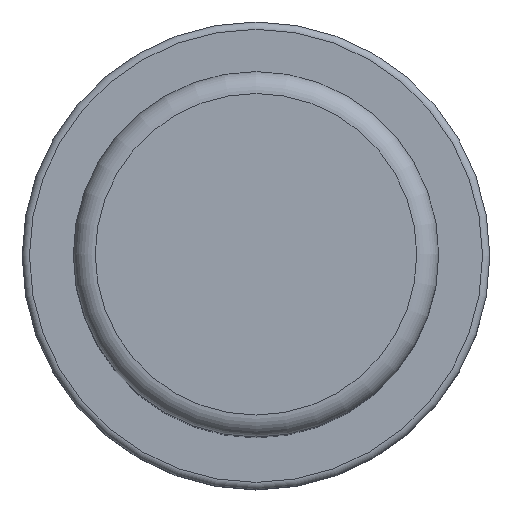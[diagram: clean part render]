
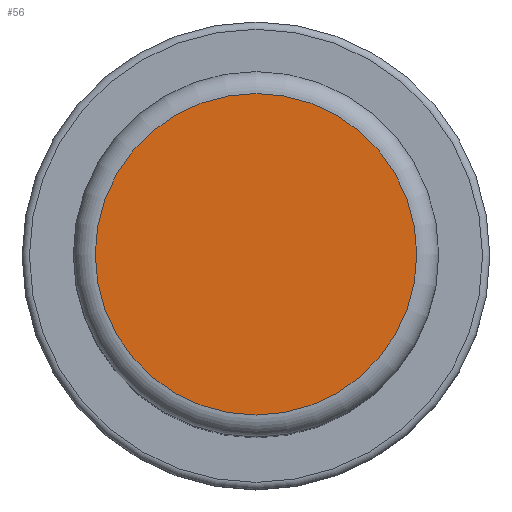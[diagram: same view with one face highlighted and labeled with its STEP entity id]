
A CAD part, top view. The second image highlights one B-rep face of the part: STEP entity #56.
In plain terms, the highlighted planar face has unit normal (0, 0, 1).
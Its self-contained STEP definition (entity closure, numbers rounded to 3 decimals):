
#56 = ADVANCED_FACE( '', ( #123 ), #124, .F. );
#123 = FACE_OUTER_BOUND( '', #202, .T. );
#124 = PLANE( '', #203 );
#202 = EDGE_LOOP( '', ( #289 ) );
#203 = AXIS2_PLACEMENT_3D( '', #290, #291, #292 );
#289 = ORIENTED_EDGE( '', *, *, #372, .T. );
#290 = CARTESIAN_POINT( '', ( 12.5, 0., 32.5 ) );
#291 = DIRECTION( '', ( 0., 0., -1. ) );
#292 = DIRECTION( '', ( -1., 0., 0. ) );
#372 = EDGE_CURVE( '', #417, #417, #418, .F. );
#417 = VERTEX_POINT( '', #469 );
#418 = CIRCLE( '', #470, 11. );
#469 = CARTESIAN_POINT( '', ( -11., 0., 32.5 ) );
#470 = AXIS2_PLACEMENT_3D( '', #523, #524, #525 );
#523 = CARTESIAN_POINT( '', ( 0., 0., 32.5 ) );
#524 = DIRECTION( '', ( 0., 0., -1. ) );
#525 = DIRECTION( '', ( -1., 0., 0. ) );
